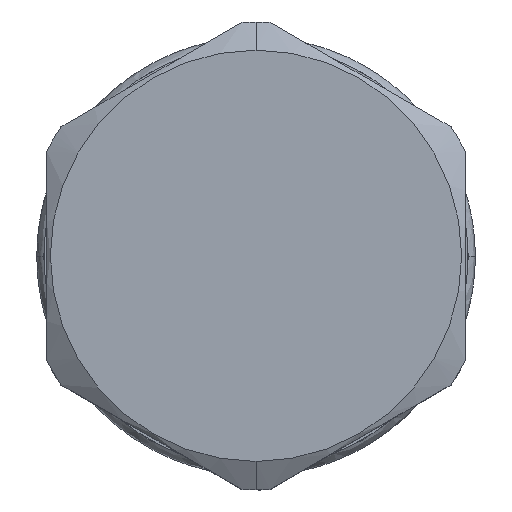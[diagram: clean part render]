
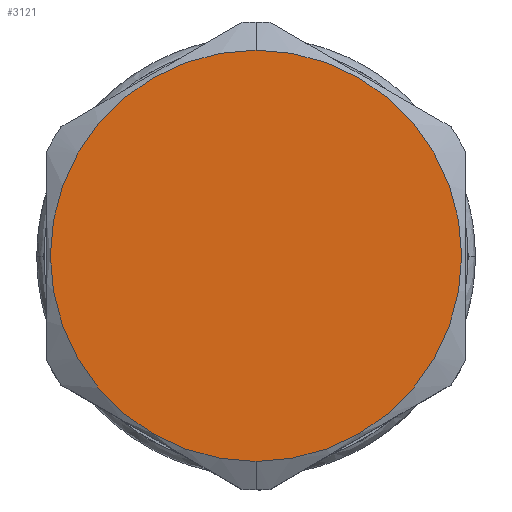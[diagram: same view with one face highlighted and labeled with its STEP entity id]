
A CAD part, top view. The second image highlights one B-rep face of the part: STEP entity #3121.
In plain terms, the highlighted planar face has unit normal (0, 0, 1).
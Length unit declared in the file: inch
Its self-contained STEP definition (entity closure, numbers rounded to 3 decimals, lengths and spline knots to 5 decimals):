
#542=CARTESIAN_POINT('',(0.,0.,3.1545));
#543=DIRECTION('',(0.,0.,1.));
#544=DIRECTION('',(0.,-1.,0.));
#545=AXIS2_PLACEMENT_3D('',#542,#543,#544);
#547=CARTESIAN_POINT('',(0.,0.,3.1545));
#548=DIRECTION('',(0.,0.,1.));
#549=DIRECTION('',(0.,1.,0.));
#550=AXIS2_PLACEMENT_3D('',#547,#548,#549);
#2123=CARTESIAN_POINT('',(0.,-0.43,3.1545));
#2124=CARTESIAN_POINT('',(0.,0.43,3.1545));
#2125=VERTEX_POINT('',#2123);
#2126=VERTEX_POINT('',#2124);
#3112=CARTESIAN_POINT('',(0.,0.,3.1545));
#3113=DIRECTION('',(0.,0.,1.));
#3114=DIRECTION('',(0.,1.,0.));
#3115=AXIS2_PLACEMENT_3D('',#3112,#3113,#3114);
#3116=PLANE('',#3115);
#3117=ORIENTED_EDGE('',*,*,#2967,.F.);
#3118=ORIENTED_EDGE('',*,*,#2995,.F.);
#3119=EDGE_LOOP('',(#3117,#3118));
#3120=FACE_OUTER_BOUND('',#3119,.F.);
#3121=ADVANCED_FACE('',(#3120),#3116,.T.);
#546=CIRCLE('',#545,0.43);
#551=CIRCLE('',#550,0.43);
#2967=EDGE_CURVE('',#2125,#2126,#546,.T.);
#2995=EDGE_CURVE('',#2126,#2125,#551,.T.);
